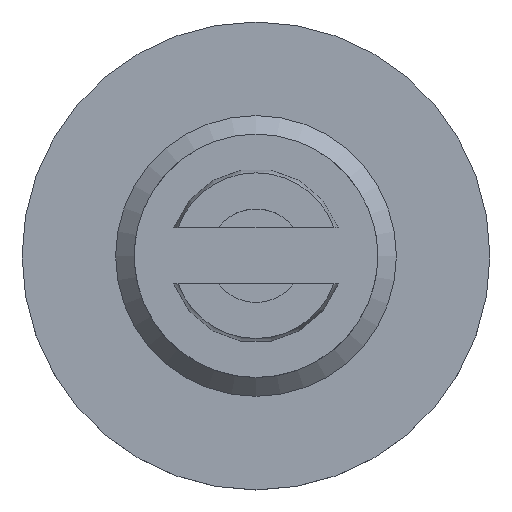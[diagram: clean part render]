
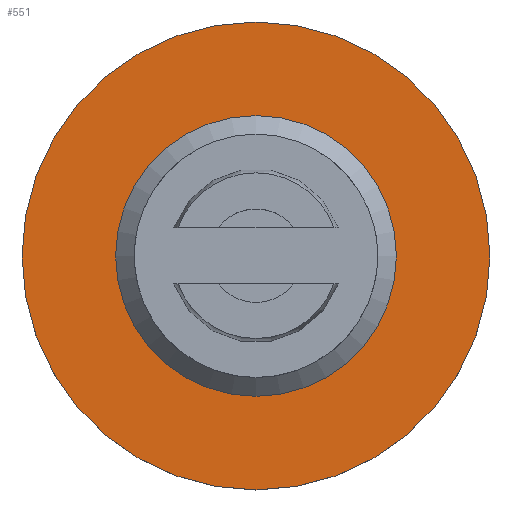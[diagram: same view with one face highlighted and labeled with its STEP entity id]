
A CAD part, top view. The second image highlights one B-rep face of the part: STEP entity #551.
In plain terms, the highlighted planar face has unit normal (0, 0, 1).
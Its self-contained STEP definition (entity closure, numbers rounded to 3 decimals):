
#531 = VERTEX_POINT('',#532);
#532 = CARTESIAN_POINT('',(7.5,0.,2.));
#540 = EDGE_CURVE('',#531,#531,#541,.T.);
#541 = CIRCLE('',#542,7.5);
#542 = AXIS2_PLACEMENT_3D('',#543,#544,#545);
#543 = CARTESIAN_POINT('',(0.,0.,2.));
#544 = DIRECTION('',(0.,0.,1.));
#545 = DIRECTION('',(1.,0.,0.));
#551 = ADVANCED_FACE('',(#552,#555),#566,.T.);
#552 = FACE_BOUND('',#553,.T.);
#553 = EDGE_LOOP('',(#554));
#554 = ORIENTED_EDGE('',*,*,#540,.F.);
#555 = FACE_BOUND('',#556,.T.);
#556 = EDGE_LOOP('',(#557));
#557 = ORIENTED_EDGE('',*,*,#558,.T.);
#558 = EDGE_CURVE('',#559,#559,#561,.T.);
#559 = VERTEX_POINT('',#560);
#560 = CARTESIAN_POINT('',(12.5,0.,2.));
#561 = CIRCLE('',#562,12.5);
#562 = AXIS2_PLACEMENT_3D('',#563,#564,#565);
#563 = CARTESIAN_POINT('',(0.,0.,2.));
#564 = DIRECTION('',(0.,0.,1.));
#565 = DIRECTION('',(1.,0.,0.));
#566 = PLANE('',#567);
#567 = AXIS2_PLACEMENT_3D('',#568,#569,#570);
#568 = CARTESIAN_POINT('',(0.,0.,2.));
#569 = DIRECTION('',(0.,0.,1.));
#570 = DIRECTION('',(1.,0.,0.));
